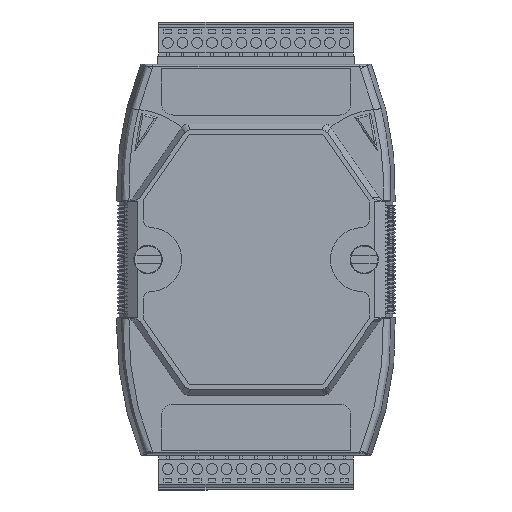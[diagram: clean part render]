
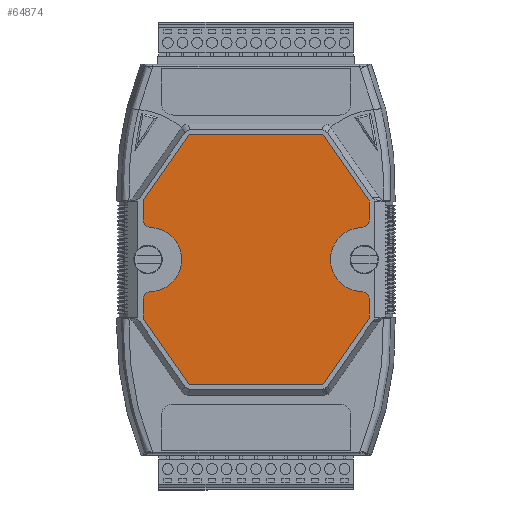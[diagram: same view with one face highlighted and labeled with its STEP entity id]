
A CAD part, top view. The second image highlights one B-rep face of the part: STEP entity #64874.
In plain terms, the highlighted face is planar.
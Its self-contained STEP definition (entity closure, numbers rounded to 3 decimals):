
#227 = ORIENTED_EDGE ( 'NONE', *, *, #50787, .T. ) ;
#653 = EDGE_CURVE ( 'NONE', #36635, #101835, #19599, .T. ) ;
#798 = ORIENTED_EDGE ( 'NONE', *, *, #72161, .T. ) ;
#837 = LINE ( 'NONE', #7034, #6300 ) ;
#2821 = VERTEX_POINT ( 'NONE', #82794 ) ;
#3503 = CIRCLE ( 'NONE', #108697, 8.3 ) ;
#3505 = VERTEX_POINT ( 'NONE', #67014 ) ;
#5065 = ORIENTED_EDGE ( 'NONE', *, *, #77126, .T. ) ;
#6060 = VERTEX_POINT ( 'NONE', #50340 ) ;
#6085 = CARTESIAN_POINT ( 'NONE',  ( 29.25, 0.3, -15.163 ) ) ;
#6214 = CARTESIAN_POINT ( 'NONE',  ( 17.305, 0.3, 32.35 ) ) ;
#6300 = VECTOR ( 'NONE', #59237, 1000. ) ;
#6801 = CARTESIAN_POINT ( 'NONE',  ( 29.25, 0.3, -10.296 ) ) ;
#7034 = CARTESIAN_POINT ( 'NONE',  ( 29.25, 0.3, 15.163 ) ) ;
#7208 = CARTESIAN_POINT ( 'NONE',  ( -29.25, 0.3, 10.296 ) ) ;
#7428 = VECTOR ( 'NONE', #91093, 1000. ) ;
#9194 = EDGE_CURVE ( 'NONE', #78456, #6060, #3503, .T. ) ;
#9773 = EDGE_CURVE ( 'NONE', #59733, #36635, #29301, .T. ) ;
#9929 = AXIS2_PLACEMENT_3D ( 'NONE', #37350, #98362, #46117 ) ;
#12746 = LINE ( 'NONE', #112432, #56358 ) ;
#13380 = CARTESIAN_POINT ( 'NONE',  ( -29.25, 0.3, 15.163 ) ) ;
#14727 = EDGE_CURVE ( 'NONE', #111763, #68899, #65005, .T. ) ;
#17102 = ORIENTED_EDGE ( 'NONE', *, *, #23055, .T. ) ;
#18235 = ORIENTED_EDGE ( 'NONE', *, *, #9194, .T. ) ;
#19599 = LINE ( 'NONE', #103844, #45526 ) ;
#23055 = EDGE_CURVE ( 'NONE', #2821, #78456, #50654, .T. ) ;
#23239 = VECTOR ( 'NONE', #93324, 1000. ) ;
#25517 = DIRECTION ( 'NONE',  ( 0., 0., 1. ) ) ;
#25778 = ORIENTED_EDGE ( 'NONE', *, *, #101199, .T. ) ;
#26997 = CIRCLE ( 'NONE', #81559, 2. ) ;
#29301 = LINE ( 'NONE', #29805, #96142 ) ;
#29805 = CARTESIAN_POINT ( 'NONE',  ( 17.305, 0.3, -32.35 ) ) ;
#30130 = CARTESIAN_POINT ( 'NONE',  ( -27.25, 0.3, -10.296 ) ) ;
#31122 = VECTOR ( 'NONE', #35996, 1000. ) ;
#31935 = EDGE_CURVE ( 'NONE', #99658, #36855, #33857, .T. ) ;
#32166 = VERTEX_POINT ( 'NONE', #65690 ) ;
#33857 = LINE ( 'NONE', #105775, #31122 ) ;
#33990 = CARTESIAN_POINT ( 'NONE',  ( -27.308, 0.3, -8.296 ) ) ;
#34208 = CARTESIAN_POINT ( 'NONE',  ( -27.55, 0.3, 0. ) ) ;
#34525 = DIRECTION ( 'NONE',  ( 0., 1., 0. ) ) ;
#34755 = EDGE_CURVE ( 'NONE', #32166, #99658, #55168, .T. ) ;
#34860 = EDGE_LOOP ( 'NONE', ( #73712, #5065, #40415, #49678, #17102, #18235, #61695, #87557, #83041, #101582, #48850, #25778, #798, #227, #74950, #112883 ) ) ;
#35996 = DIRECTION ( 'NONE',  ( 0., 0., 1. ) ) ;
#36432 = CARTESIAN_POINT ( 'NONE',  ( 27.55, 0.3, 0. ) ) ;
#36635 = VERTEX_POINT ( 'NONE', #43916 ) ;
#36855 = VERTEX_POINT ( 'NONE', #13380 ) ;
#37350 = CARTESIAN_POINT ( 'NONE',  ( -27.25, 0.3, 10.296 ) ) ;
#38848 = DIRECTION ( 'NONE',  ( 0., 0., 1. ) ) ;
#40415 = ORIENTED_EDGE ( 'NONE', *, *, #14727, .T. ) ;
#41392 = LINE ( 'NONE', #110915, #85071 ) ;
#41973 = CARTESIAN_POINT ( 'NONE',  ( 17.305, 0.3, 32.35 ) ) ;
#42469 = VERTEX_POINT ( 'NONE', #33990 ) ;
#42617 = DIRECTION ( 'NONE',  ( 0.571, 0., 0.821 ) ) ;
#42984 = DIRECTION ( 'NONE',  ( 0., 0., 1. ) ) ;
#43533 = VERTEX_POINT ( 'NONE', #51660 ) ;
#43916 = CARTESIAN_POINT ( 'NONE',  ( -17.305, 0.3, -32.35 ) ) ;
#43944 = CARTESIAN_POINT ( 'NONE',  ( 17.305, 0.3, -32.35 ) ) ;
#45199 = DIRECTION ( 'NONE',  ( 0., 0., 1. ) ) ;
#45526 = VECTOR ( 'NONE', #51598, 1000. ) ;
#46117 = DIRECTION ( 'NONE',  ( 0., 0., 1. ) ) ;
#46385 = LINE ( 'NONE', #6085, #23239 ) ;
#46875 = DIRECTION ( 'NONE',  ( 0., 1., 0. ) ) ;
#47230 = DIRECTION ( 'NONE',  ( 0., 0., 1. ) ) ;
#48850 = ORIENTED_EDGE ( 'NONE', *, *, #653, .T. ) ;
#49678 = ORIENTED_EDGE ( 'NONE', *, *, #61999, .T. ) ;
#50340 = CARTESIAN_POINT ( 'NONE',  ( 27.308, 0.3, -8.296 ) ) ;
#50654 = CIRCLE ( 'NONE', #64535, 2. ) ;
#50787 = EDGE_CURVE ( 'NONE', #42469, #32166, #110088, .T. ) ;
#50862 = AXIS2_PLACEMENT_3D ( 'NONE', #64425, #99505, #47230 ) ;
#51598 = DIRECTION ( 'NONE',  ( -0.571, 0., 0.821 ) ) ;
#51660 = CARTESIAN_POINT ( 'NONE',  ( -29.25, 0.3, -10.296 ) ) ;
#53769 = LINE ( 'NONE', #73554, #7428 ) ;
#55168 = CIRCLE ( 'NONE', #9929, 2. ) ;
#56358 = VECTOR ( 'NONE', #42617, 1000. ) ;
#59237 = DIRECTION ( 'NONE',  ( 0., 0., -1. ) ) ;
#59733 = VERTEX_POINT ( 'NONE', #43944 ) ;
#61695 = ORIENTED_EDGE ( 'NONE', *, *, #102690, .T. ) ;
#61999 = EDGE_CURVE ( 'NONE', #68899, #2821, #837, .T. ) ;
#62514 = VECTOR ( 'NONE', #25517, 1000. ) ;
#62964 = CARTESIAN_POINT ( 'NONE',  ( -29.25, 0.3, -15.163 ) ) ;
#64425 = CARTESIAN_POINT ( 'NONE',  ( 27.25, 0.3, 10.296 ) ) ;
#64535 = AXIS2_PLACEMENT_3D ( 'NONE', #99121, #46875, #107893 ) ;
#64874 = ADVANCED_FACE ( 'NONE', ( #104383 ), #90738, .T. ) ;
#65005 = LINE ( 'NONE', #41973, #88230 ) ;
#65690 = CARTESIAN_POINT ( 'NONE',  ( -27.308, 0.3, 8.296 ) ) ;
#66876 = CIRCLE ( 'NONE', #70322, 2. ) ;
#67014 = CARTESIAN_POINT ( 'NONE',  ( -17.305, 0.3, 32.35 ) ) ;
#68899 = VERTEX_POINT ( 'NONE', #78614 ) ;
#70322 = AXIS2_PLACEMENT_3D ( 'NONE', #30130, #91106, #38848 ) ;
#72161 = EDGE_CURVE ( 'NONE', #43533, #42469, #66876, .T. ) ;
#73243 = DIRECTION ( 'NONE',  ( -1., 0., 0. ) ) ;
#73554 = CARTESIAN_POINT ( 'NONE',  ( -17.305, 0.3, 32.35 ) ) ;
#73712 = ORIENTED_EDGE ( 'NONE', *, *, #106977, .T. ) ;
#74820 = CARTESIAN_POINT ( 'NONE',  ( 29.25, 0.3, -15.163 ) ) ;
#74950 = ORIENTED_EDGE ( 'NONE', *, *, #34755, .T. ) ;
#76198 = DIRECTION ( 'NONE',  ( 0., 0., -1. ) ) ;
#77126 = EDGE_CURVE ( 'NONE', #3505, #111763, #53769, .T. ) ;
#78086 = CARTESIAN_POINT ( 'NONE',  ( -29.25, 0.3, -15.163 ) ) ;
#78456 = VERTEX_POINT ( 'NONE', #96442 ) ;
#78614 = CARTESIAN_POINT ( 'NONE',  ( 29.25, 0.3, 15.163 ) ) ;
#81559 = AXIS2_PLACEMENT_3D ( 'NONE', #86798, #34525, #95526 ) ;
#82794 = CARTESIAN_POINT ( 'NONE',  ( 29.25, 0.3, 10.296 ) ) ;
#83041 = ORIENTED_EDGE ( 'NONE', *, *, #99598, .T. ) ;
#83656 = VERTEX_POINT ( 'NONE', #74820 ) ;
#85071 = VECTOR ( 'NONE', #76198, 1000. ) ;
#86798 = CARTESIAN_POINT ( 'NONE',  ( 27.25, 0.3, -10.296 ) ) ;
#87557 = ORIENTED_EDGE ( 'NONE', *, *, #106910, .T. ) ;
#88230 = VECTOR ( 'NONE', #111780, 1000. ) ;
#88448 = LINE ( 'NONE', #78086, #62514 ) ;
#90738 = PLANE ( 'NONE',  #50862 ) ;
#91093 = DIRECTION ( 'NONE',  ( 1., 0., 0. ) ) ;
#91106 = DIRECTION ( 'NONE',  ( 0., 1., 0. ) ) ;
#93324 = DIRECTION ( 'NONE',  ( -0.571, 0., -0.821 ) ) ;
#95212 = DIRECTION ( 'NONE',  ( 0., -1., 0. ) ) ;
#95526 = DIRECTION ( 'NONE',  ( 0., 0., 1. ) ) ;
#96142 = VECTOR ( 'NONE', #73243, 1000. ) ;
#96442 = CARTESIAN_POINT ( 'NONE',  ( 27.308, 0.3, 8.296 ) ) ;
#97440 = DIRECTION ( 'NONE',  ( 0., -1., 0. ) ) ;
#98362 = DIRECTION ( 'NONE',  ( 0., 1., 0. ) ) ;
#99121 = CARTESIAN_POINT ( 'NONE',  ( 27.25, 0.3, 10.296 ) ) ;
#99505 = DIRECTION ( 'NONE',  ( 0., 1., 0. ) ) ;
#99598 = EDGE_CURVE ( 'NONE', #83656, #59733, #46385, .T. ) ;
#99658 = VERTEX_POINT ( 'NONE', #7208 ) ;
#100109 = AXIS2_PLACEMENT_3D ( 'NONE', #34208, #95212, #42984 ) ;
#101199 = EDGE_CURVE ( 'NONE', #101835, #43533, #88448, .T. ) ;
#101582 = ORIENTED_EDGE ( 'NONE', *, *, #9773, .T. ) ;
#101835 = VERTEX_POINT ( 'NONE', #62964 ) ;
#102690 = EDGE_CURVE ( 'NONE', #6060, #104431, #26997, .T. ) ;
#103844 = CARTESIAN_POINT ( 'NONE',  ( -17.305, 0.3, -32.35 ) ) ;
#104383 = FACE_OUTER_BOUND ( 'NONE', #34860, .T. ) ;
#104431 = VERTEX_POINT ( 'NONE', #6801 ) ;
#105775 = CARTESIAN_POINT ( 'NONE',  ( -29.25, 0.3, 10.296 ) ) ;
#106910 = EDGE_CURVE ( 'NONE', #104431, #83656, #41392, .T. ) ;
#106977 = EDGE_CURVE ( 'NONE', #36855, #3505, #12746, .T. ) ;
#107893 = DIRECTION ( 'NONE',  ( 0., 0., 1. ) ) ;
#108697 = AXIS2_PLACEMENT_3D ( 'NONE', #36432, #97440, #45199 ) ;
#110088 = CIRCLE ( 'NONE', #100109, 8.3 ) ;
#110915 = CARTESIAN_POINT ( 'NONE',  ( 29.25, 0.3, -10.296 ) ) ;
#111763 = VERTEX_POINT ( 'NONE', #6214 ) ;
#111780 = DIRECTION ( 'NONE',  ( 0.571, 0., -0.821 ) ) ;
#112432 = CARTESIAN_POINT ( 'NONE',  ( -29.25, 0.3, 15.163 ) ) ;
#112883 = ORIENTED_EDGE ( 'NONE', *, *, #31935, .T. ) ;
